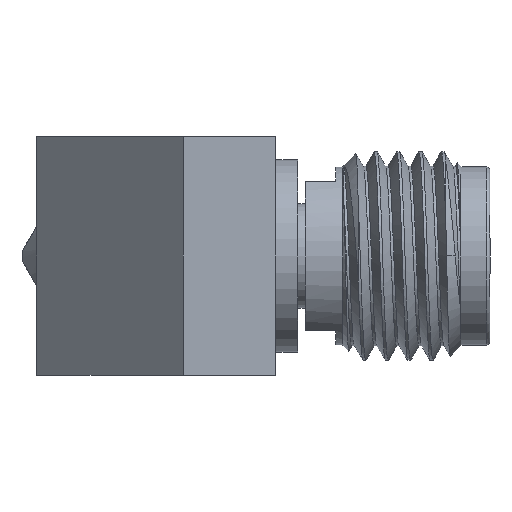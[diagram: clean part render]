
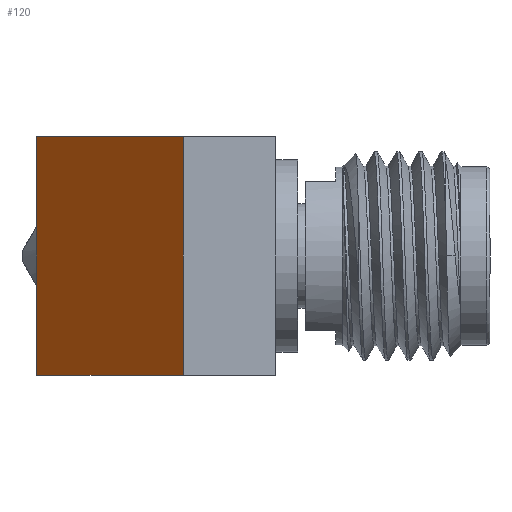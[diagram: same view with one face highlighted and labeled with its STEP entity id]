
A CAD part, front view. The second image highlights one B-rep face of the part: STEP entity #120.
In plain terms, the highlighted planar face has unit normal (-0.707, -0.707, 0).
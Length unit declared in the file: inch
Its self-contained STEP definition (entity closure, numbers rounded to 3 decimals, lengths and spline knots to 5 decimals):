
#120 = ADVANCED_FACE ( 'NONE', ( #7381 ), #10861, .F. ) ;
#149 = LINE ( 'NONE', #10751, #11215 ) ;
#269 = VECTOR ( 'NONE', #6435, 39.37008 ) ;
#428 = DIRECTION ( 'NONE',  ( 0.707, -0.707, 0. ) ) ;
#432 = VERTEX_POINT ( 'NONE', #8540 ) ;
#1018 = VERTEX_POINT ( 'NONE', #1642 ) ;
#1642 = CARTESIAN_POINT ( 'NONE',  ( 0.03573, -0.15748, 0.15748 ) ) ;
#1812 = DIRECTION ( 'NONE',  ( 0., 0., -1. ) ) ;
#1951 = CARTESIAN_POINT ( 'NONE',  ( -0.06087, -0.06087, -0.15748 ) ) ;
#2199 = DIRECTION ( 'NONE',  ( 0.707, 0.707, 0. ) ) ;
#2937 = LINE ( 'NONE', #8182, #5077 ) ;
#3052 = CARTESIAN_POINT ( 'NONE',  ( -0.19767, 0.07592, 0.87876 ) ) ;
#3271 = EDGE_CURVE ( 'NONE', #10631, #1018, #2937, .T. ) ;
#3592 = ORIENTED_EDGE ( 'NONE', *, *, #10284, .T. ) ;
#4158 = EDGE_CURVE ( 'NONE', #1018, #432, #149, .T. ) ;
#4459 = LINE ( 'NONE', #1951, #7742 ) ;
#5054 = CARTESIAN_POINT ( 'NONE',  ( -0.15748, 0.03573, 0.15748 ) ) ;
#5077 = VECTOR ( 'NONE', #428, 39.37008 ) ;
#5908 = ORIENTED_EDGE ( 'NONE', *, *, #4158, .F. ) ;
#5922 = EDGE_LOOP ( 'NONE', ( #11154, #8533, #3592, #5908 ) ) ;
#6435 = DIRECTION ( 'NONE',  ( 0., 0., 1. ) ) ;
#6739 = AXIS2_PLACEMENT_3D ( 'NONE', #3052, #2199, #9149 ) ;
#7381 = FACE_OUTER_BOUND ( 'NONE', #5922, .T. ) ;
#7670 = CARTESIAN_POINT ( 'NONE',  ( -0.15748, 0.03573, -0.15748 ) ) ;
#7742 = VECTOR ( 'NONE', #10675, 39.37008 ) ;
#7854 = VERTEX_POINT ( 'NONE', #7670 ) ;
#8147 = CARTESIAN_POINT ( 'NONE',  ( -0.15748, 0.03573, 0.15748 ) ) ;
#8182 = CARTESIAN_POINT ( 'NONE',  ( -0.06087, -0.06087, 0.15748 ) ) ;
#8533 = ORIENTED_EDGE ( 'NONE', *, *, #9103, .F. ) ;
#8540 = CARTESIAN_POINT ( 'NONE',  ( 0.03573, -0.15748, -0.15748 ) ) ;
#9103 = EDGE_CURVE ( 'NONE', #7854, #10631, #10662, .T. ) ;
#9149 = DIRECTION ( 'NONE',  ( -0.707, 0.707, 0. ) ) ;
#10284 = EDGE_CURVE ( 'NONE', #7854, #432, #4459, .T. ) ;
#10631 = VERTEX_POINT ( 'NONE', #5054 ) ;
#10662 = LINE ( 'NONE', #8147, #269 ) ;
#10675 = DIRECTION ( 'NONE',  ( 0.707, -0.707, 0. ) ) ;
#10751 = CARTESIAN_POINT ( 'NONE',  ( 0.03573, -0.15748, 0.15748 ) ) ;
#10861 = PLANE ( 'NONE',  #6739 ) ;
#11154 = ORIENTED_EDGE ( 'NONE', *, *, #3271, .F. ) ;
#11215 = VECTOR ( 'NONE', #1812, 39.37008 ) ;
